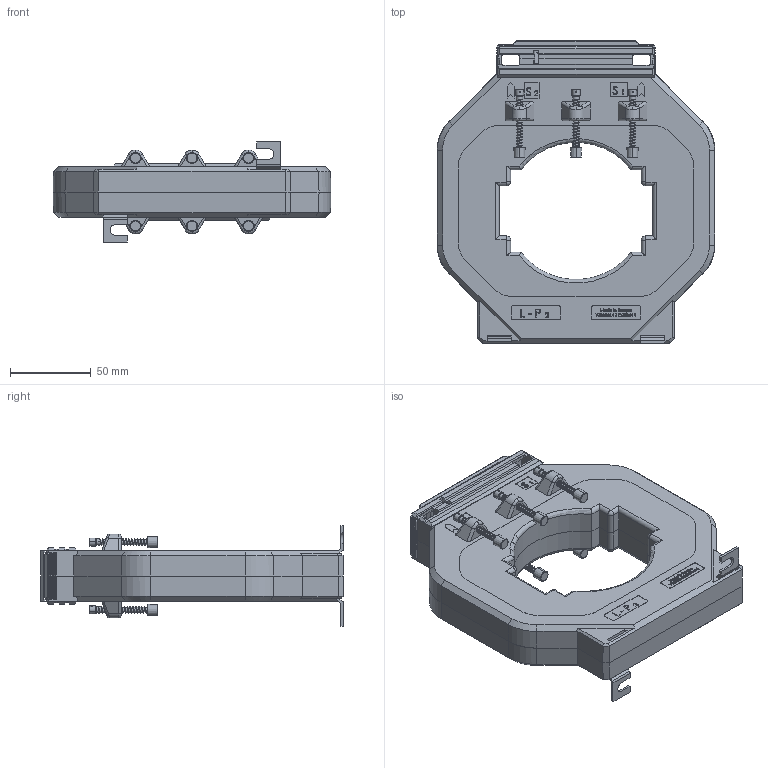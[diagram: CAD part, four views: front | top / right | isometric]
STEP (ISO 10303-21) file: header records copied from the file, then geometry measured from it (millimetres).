
FILE_DESCRIPTION (( 'STEP AP214' ), '1' );
FILE_NAME ('ASK103_3_kpl.STEP', '2011-11-02T08:34:40', ( ' ' ), ( '' ), 'SwSTEP 2.0', 'SolidWorks 2010', '' );
FILE_SCHEMA (( 'AUTOMOTIVE_DESIGN' ));
Length unit declared in the file: millimetre
Products named in the file (10): Verschlussklappe_28mm; Fusswinkel_1,5; MBS_WN-003_04_Klemme_WN-003_02; Linsenschraube DIN 7985 4.8 VZ M 5 x 10; Isolierschutzkappe; Plombierplatte_B; Plastite_Schraube_40_mit-Gewinde; ASK103_3_Gehäuse-Unterteil; ASK103_3_Gehäuse-Unterteil_Halbschale_01; ASK103_3_kpl
Assembly tree (29 placements, depth 2):
  ASK103_3_kpl
    Isolierschutzkappe  x8
    Linsenschraube DIN 7985 4.8 VZ M 5 x 10  x4
    ASK103_3_Gehäuse-Unterteil_Halbschale_01
    Plastite_Schraube_40_mit-Gewinde  x8
    Verschlussklappe_28mm  x2
    MBS_WN-003_04_Klemme_WN-003_02  x2
    Plombierplatte_B
    ASK103_3_Gehäuse-Unterteil
    Fusswinkel_1,5  x2
Bounding box: 172 x 187.5 x 62 mm (x, y, z)
Volume: 648870.9 mm3; surface area: 137620.5 mm2
Topology: 29 solids, 29 shells, 2422 faces, 6274 edges, 4038 vertices
Faces by surface type: plane 1304, cylinder 590, bspline 356, cone 124, torus 32, sphere 16
Entity records: 74257 total; most frequent: CARTESIAN_POINT 33581, ORIENTED_EDGE 9064, DIRECTION 6944, EDGE_CURVE 4532, VECTOR 3248, LINE 3248, VERTEX_POINT 2949, EDGE_LOOP 1875
